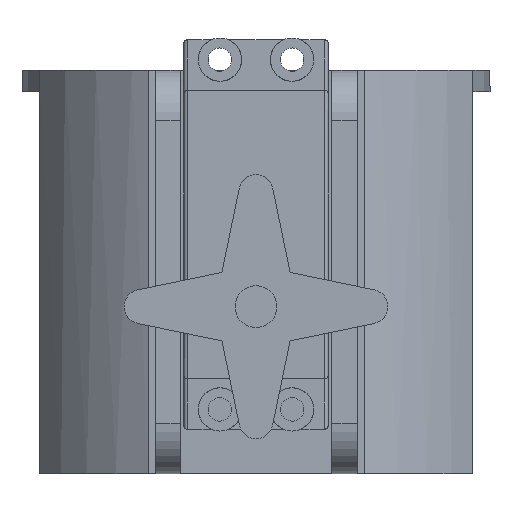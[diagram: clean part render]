
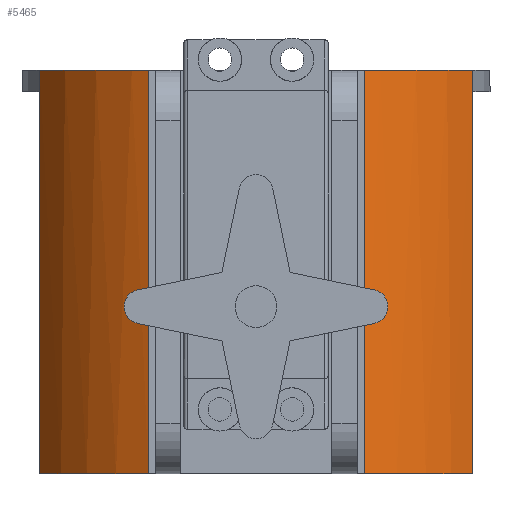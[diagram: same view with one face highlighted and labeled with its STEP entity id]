
A CAD part, left-side view. The second image highlights one B-rep face of the part: STEP entity #5465.
In plain terms, the highlighted cylindrical face has radius 35 mm (diameter 70 mm), a partial arc.
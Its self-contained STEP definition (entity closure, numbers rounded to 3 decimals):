
#590=FACE_OUTER_BOUND('',#932,.T.);
#932=EDGE_LOOP('',(#5010,#5011,#5012,#5013,#5014,#5015,#5016,#5017,#5018,
#5019));
#1279=LINE('',#8200,#1917);
#1387=LINE('',#8440,#2025);
#1584=LINE('',#8832,#2222);
#1585=LINE('',#8835,#2223);
#1917=VECTOR('',#6628,10.);
#2025=VECTOR('',#6848,10.);
#2222=VECTOR('',#7257,10.);
#2223=VECTOR('',#7260,10.);
#2319=CIRCLE('',#5726,35.);
#2320=CIRCLE('',#5764,35.);
#2324=CIRCLE('',#5768,35.);
#2332=CIRCLE('',#5777,35.);
#2333=CIRCLE('',#5779,35.);
#2334=CIRCLE('',#5887,35.);
#2496=VERTEX_POINT('',#7848);
#2576=VERTEX_POINT('',#8015);
#2662=VERTEX_POINT('',#8196);
#2663=VERTEX_POINT('',#8198);
#2720=VERTEX_POINT('',#8392);
#2725=VERTEX_POINT('',#8402);
#2726=VERTEX_POINT('',#8404);
#2739=VERTEX_POINT('',#8436);
#2828=VERTEX_POINT('',#8831);
#2829=VERTEX_POINT('',#8833);
#3250=EDGE_CURVE('',#2662,#2663,#1279,.T.);
#3251=EDGE_CURVE('',#2663,#2576,#2319,.T.);
#3348=EDGE_CURVE('',#2662,#2720,#2320,.T.);
#3354=EDGE_CURVE('',#2725,#2726,#2324,.T.);
#3363=EDGE_CURVE('',#2576,#2496,#2332,.T.);
#3371=EDGE_CURVE('',#2496,#2739,#2333,.T.);
#3373=EDGE_CURVE('',#2739,#2726,#1387,.T.);
#3570=EDGE_CURVE('',#2828,#2725,#1584,.T.);
#3571=EDGE_CURVE('',#2828,#2829,#2334,.T.);
#3572=EDGE_CURVE('',#2829,#2720,#1585,.T.);
#5010=ORIENTED_EDGE('',*,*,#3250,.T.);
#5011=ORIENTED_EDGE('',*,*,#3251,.T.);
#5012=ORIENTED_EDGE('',*,*,#3363,.T.);
#5013=ORIENTED_EDGE('',*,*,#3371,.T.);
#5014=ORIENTED_EDGE('',*,*,#3373,.T.);
#5015=ORIENTED_EDGE('',*,*,#3354,.F.);
#5016=ORIENTED_EDGE('',*,*,#3570,.F.);
#5017=ORIENTED_EDGE('',*,*,#3571,.T.);
#5018=ORIENTED_EDGE('',*,*,#3572,.T.);
#5019=ORIENTED_EDGE('',*,*,#3348,.F.);
#5209=CYLINDRICAL_SURFACE('',#5886,35.);
#5465=ADVANCED_FACE('',(#590),#5209,.T.);
#5726=AXIS2_PLACEMENT_3D('',#8202,#6631,#6632);
#5764=AXIS2_PLACEMENT_3D('',#8393,#6803,#6804);
#5768=AXIS2_PLACEMENT_3D('',#8405,#6813,#6814);
#5777=AXIS2_PLACEMENT_3D('',#8421,#6832,#6833);
#5779=AXIS2_PLACEMENT_3D('',#8437,#6843,#6844);
#5886=AXIS2_PLACEMENT_3D('',#8830,#7255,#7256);
#5887=AXIS2_PLACEMENT_3D('',#8834,#7258,#7259);
#6628=DIRECTION('',(0.,0.,1.));
#6631=DIRECTION('center_axis',(0.,0.,1.));
#6632=DIRECTION('ref_axis',(1.,0.,0.));
#6803=DIRECTION('center_axis',(0.,0.,-1.));
#6804=DIRECTION('ref_axis',(1.,0.,0.));
#6813=DIRECTION('center_axis',(0.,0.,-1.));
#6814=DIRECTION('ref_axis',(1.,0.,0.));
#6832=DIRECTION('center_axis',(0.,0.,1.));
#6833=DIRECTION('ref_axis',(1.,0.,0.));
#6843=DIRECTION('center_axis',(0.,0.,1.));
#6844=DIRECTION('ref_axis',(1.,0.,0.));
#6848=DIRECTION('',(0.,0.,-1.));
#7255=DIRECTION('center_axis',(0.,0.,-1.));
#7256=DIRECTION('ref_axis',(-1.,0.,0.));
#7257=DIRECTION('',(0.,0.,-1.));
#7258=DIRECTION('center_axis',(0.,0.,-1.));
#7259=DIRECTION('ref_axis',(1.,0.,0.));
#7260=DIRECTION('',(0.,0.,-1.));
#7848=CARTESIAN_POINT('',(-32.047,-14.071,3.));
#8015=CARTESIAN_POINT('',(-32.109,13.929,3.));
#8196=CARTESIAN_POINT('',(-31.656,14.929,-53.));
#8198=CARTESIAN_POINT('',(-31.656,14.929,3.));
#8200=CARTESIAN_POINT('',(-31.656,14.929,0.));
#8202=CARTESIAN_POINT('Origin',(0.,0.,3.));
#8392=CARTESIAN_POINT('',(-18.028,30.,-53.));
#8393=CARTESIAN_POINT('Origin',(0.,0.,-53.));
#8402=CARTESIAN_POINT('',(-18.028,-30.,-53.));
#8404=CARTESIAN_POINT('',(-31.589,-15.071,-53.));
#8405=CARTESIAN_POINT('Origin',(0.,0.,-53.));
#8421=CARTESIAN_POINT('Origin',(0.,0.,3.));
#8436=CARTESIAN_POINT('',(-31.589,-15.071,3.));
#8437=CARTESIAN_POINT('Origin',(0.,0.,3.));
#8440=CARTESIAN_POINT('',(-31.589,-15.071,0.));
#8830=CARTESIAN_POINT('Origin',(0.,0.,0.));
#8831=CARTESIAN_POINT('',(-18.028,-30.,3.));
#8832=CARTESIAN_POINT('',(-18.028,-30.,0.));
#8833=CARTESIAN_POINT('',(-18.028,30.,3.));
#8834=CARTESIAN_POINT('Origin',(0.,0.,3.));
#8835=CARTESIAN_POINT('',(-18.028,30.,0.));
